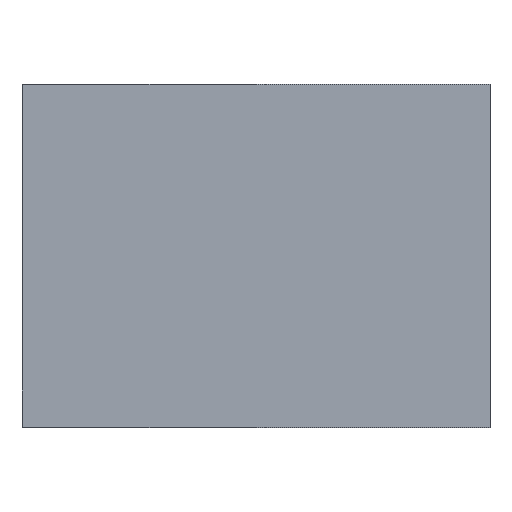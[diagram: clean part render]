
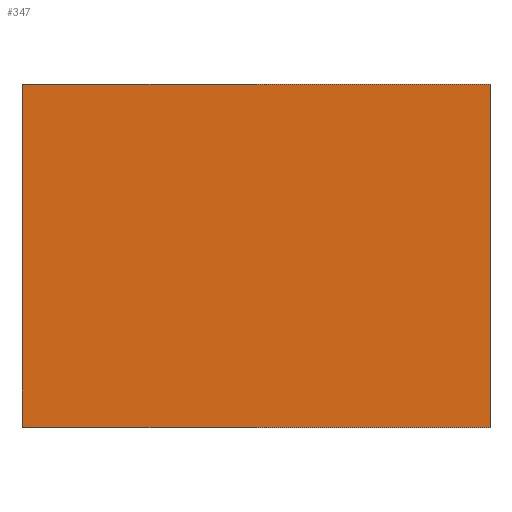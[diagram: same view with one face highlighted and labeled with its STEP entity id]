
A CAD part, top view. The second image highlights one B-rep face of the part: STEP entity #347.
In plain terms, the highlighted planar face has unit normal (0, 0, 1).
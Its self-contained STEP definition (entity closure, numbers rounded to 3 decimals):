
#105 = VERTEX_POINT('',#106);
#106 = CARTESIAN_POINT('',(-5.8,-8.5,10.4));
#112 = EDGE_CURVE('',#113,#105,#115,.T.);
#113 = VERTEX_POINT('',#114);
#114 = CARTESIAN_POINT('',(-5.8,0.,10.4));
#115 = LINE('',#116,#117);
#116 = CARTESIAN_POINT('',(-5.8,0.,10.4));
#117 = VECTOR('',#118,1.);
#118 = DIRECTION('',(0.,-1.,0.));
#136 = EDGE_CURVE('',#113,#137,#139,.T.);
#137 = VERTEX_POINT('',#138);
#138 = CARTESIAN_POINT('',(5.8,0.,10.4));
#139 = LINE('',#140,#141);
#140 = CARTESIAN_POINT('',(-5.8,0.,10.4));
#141 = VECTOR('',#142,1.);
#142 = DIRECTION('',(1.,0.,0.));
#185 = EDGE_CURVE('',#105,#186,#188,.T.);
#186 = VERTEX_POINT('',#187);
#187 = CARTESIAN_POINT('',(5.8,-8.5,10.4));
#188 = LINE('',#189,#190);
#189 = CARTESIAN_POINT('',(-5.8,-8.5,10.4));
#190 = VECTOR('',#191,1.);
#191 = DIRECTION('',(1.,0.,0.));
#347 = ADVANCED_FACE('',(#348),#359,.T.);
#348 = FACE_BOUND('',#349,.T.);
#349 = EDGE_LOOP('',(#350,#351,#352,#358));
#350 = ORIENTED_EDGE('',*,*,#112,.T.);
#351 = ORIENTED_EDGE('',*,*,#185,.T.);
#352 = ORIENTED_EDGE('',*,*,#353,.F.);
#353 = EDGE_CURVE('',#137,#186,#354,.T.);
#354 = LINE('',#355,#356);
#355 = CARTESIAN_POINT('',(5.8,0.,10.4));
#356 = VECTOR('',#357,1.);
#357 = DIRECTION('',(0.,-1.,0.));
#358 = ORIENTED_EDGE('',*,*,#136,.F.);
#359 = PLANE('',#360);
#360 = AXIS2_PLACEMENT_3D('',#361,#362,#363);
#361 = CARTESIAN_POINT('',(-5.8,0.,10.4));
#362 = DIRECTION('',(0.,0.,1.));
#363 = DIRECTION('',(1.,0.,0.));
